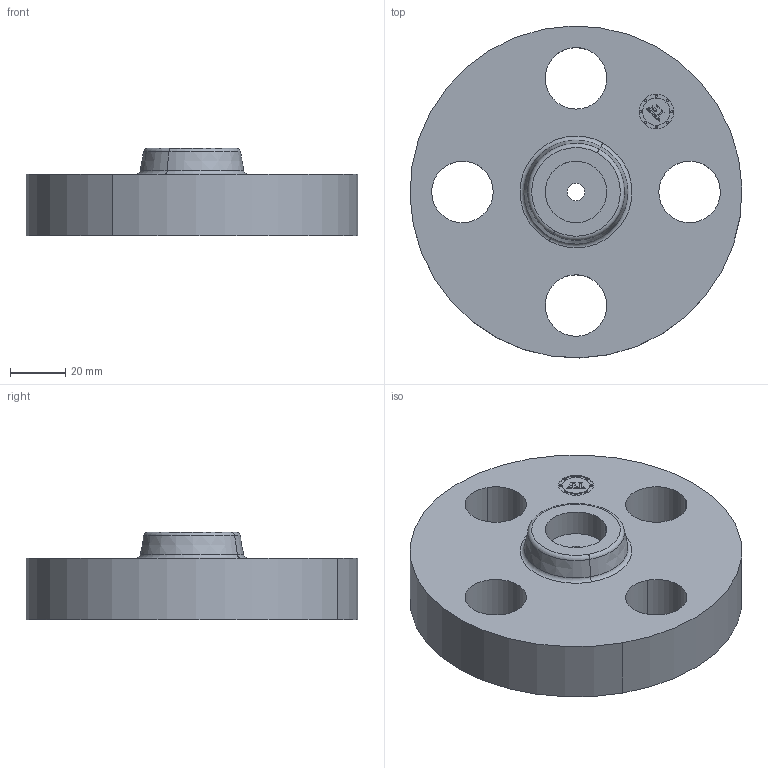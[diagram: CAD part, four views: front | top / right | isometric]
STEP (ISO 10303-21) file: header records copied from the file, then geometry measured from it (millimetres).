
FILE_DESCRIPTION(('3D STEP'),'2;1');
FILE_NAME('0.5-1500-SOCKET-WELD-FF-XXH-FLANGE.stp','2013-03-11T07:28:23+00:00',('Texas Flange'),(''),'CATIA Version 5 Release 20 SP 6 (IN-10)','CATIA V5 STEP AP214','800-826-3801');
FILE_SCHEMA(('AUTOMOTIVE_DESIGN { 1 0 10303 214 1 1 1 1 }'));
Length unit declared in the file: inch
Products named in the file (1): 0.5-1500-SOCKET-WELD-FF-XXH-FLANGE
Bounding box: 120.62 x 120.62 x 31.75 mm (x, y, z)
Volume: 225754.1 mm3; surface area: 36398.9 mm2
Topology: 1 solids, 1 shells, 409 faces, 1160 edges, 772 vertices
Faces by surface type: plane 369, cylinder 34, torus 4, cone 2
Entity records: 15439 total; most frequent: ORIENTED_EDGE 2320, CARTESIAN_POINT 2298, DIRECTION 1890, EDGE_CURVE 1160, VECTOR 1080, LINE 1080, VERTEX_POINT 772, AXIS2_PLACEMENT_3D 446
